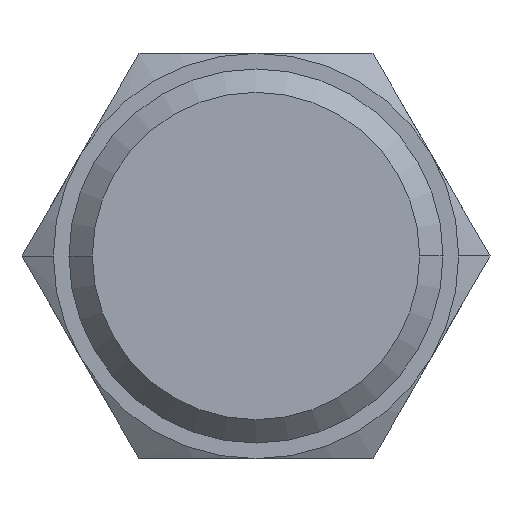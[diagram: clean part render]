
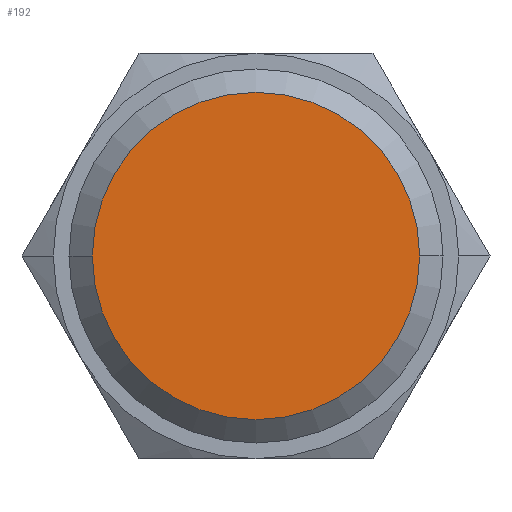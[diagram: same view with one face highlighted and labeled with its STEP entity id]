
A CAD part, front view. The second image highlights one B-rep face of the part: STEP entity #192.
In plain terms, the highlighted planar face has unit normal (0, -1, 0).
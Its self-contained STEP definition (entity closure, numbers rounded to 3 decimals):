
#192=ADVANCED_FACE('',(#299),#300,.T.);
#299=FACE_OUTER_BOUND('',#472,.T.);
#300=PLANE('',#473);
#472=EDGE_LOOP('',(#753,#754));
#473=AXIS2_PLACEMENT_3D('',#755,#756,#757);
#753=ORIENTED_EDGE('',*,*,#1213,.F.);
#754=ORIENTED_EDGE('',*,*,#1255,.F.);
#755=CARTESIAN_POINT('',(-2.625,-66.0,0.0));
#756=DIRECTION('',(0.0,-1.0,0.0));
#757=DIRECTION('',(1.0,0.0,0.0));
#1213=EDGE_CURVE('',#1393,#1395,#1396,.T.);
#1255=EDGE_CURVE('',#1395,#1393,#1460,.T.);
#1393=VERTEX_POINT('',#1672);
#1395=VERTEX_POINT('',#1675);
#1396=CIRCLE('',#1676,5.25);
#1460=CIRCLE('',#1789,5.25);
#1672=CARTESIAN_POINT('',(-5.25,-66.0,0.0));
#1675=CARTESIAN_POINT('',(5.25,-66.0,0.));
#1676=AXIS2_PLACEMENT_3D('',#2560,#2561,#2562);
#1789=AXIS2_PLACEMENT_3D('',#2650,#2651,#2652);
#2560=CARTESIAN_POINT('',(0.0,-66.0,0.0));
#2561=DIRECTION('',(0.0,1.0,0.0));
#2562=DIRECTION('',(-1.0,0.0,0.0));
#2650=CARTESIAN_POINT('',(0.0,-66.0,0.0));
#2651=DIRECTION('',(0.0,1.0,0.0));
#2652=DIRECTION('',(-1.0,0.0,0.0));
